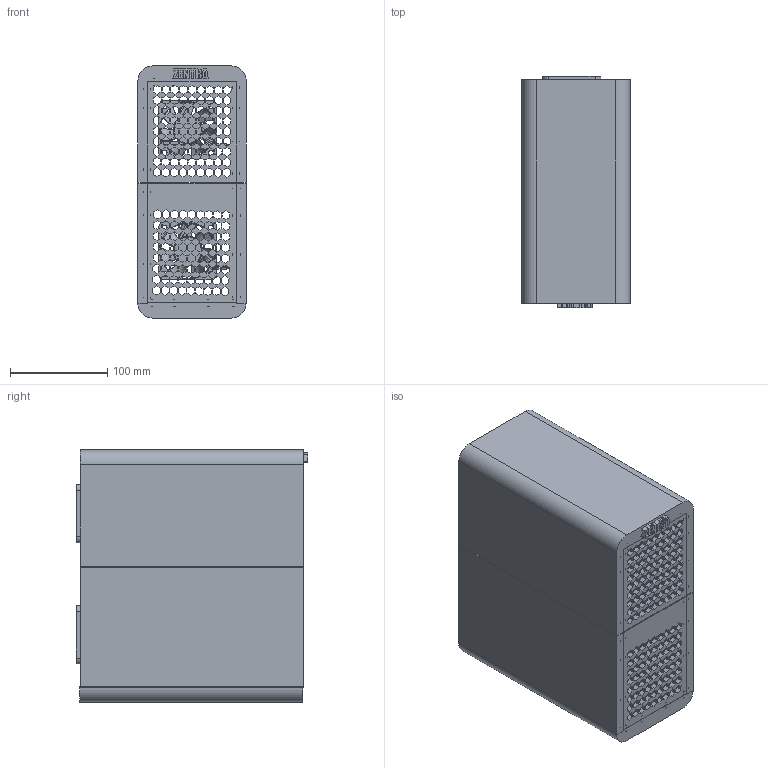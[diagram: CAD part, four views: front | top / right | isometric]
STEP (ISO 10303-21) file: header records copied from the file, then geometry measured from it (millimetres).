
FILE_DESCRIPTION(/* description */ (''),/* implementation_level */ '2;1');
FILE_NAME(/* name */ 'Zentra-assembled.step',/* time_stamp */ '2025-08-01T16:55:45+05:30',/* author */ (''),/* organization */ (''),/* preprocessor_version */ 'ST-DEVELOPER v20.1',/* originating_system */ 'Autodesk Translation Framework v14.10.0.0',/* authorisation */ '');
FILE_SCHEMA (('AUTOMOTIVE_DESIGN { 1 0 10303 214 3 1 1 }'));
Products named in the file (2): 2025-07-28-00-16-28-252; 2025-07-29-18-21-40-126
Assembly tree (2 placements, depth 2):
  2025-07-28-00-16-28-252
    2025-07-29-18-21-40-126  x2
Bounding box: 111.66 x 239.08 x 259.94 mm (x, y, z)
Volume: 1986773.3 mm3; surface area: 463380.4 mm2
Topology: 8 solids, 8 shells, 2283 faces, 6420 edges, 4275 vertices
Faces by surface type: plane 2005, cylinder 164, bspline 100, cone 8, torus 6
Full cylindrical faces by diameter (mm): 0.9 x4, 1.5 x8, 3.5 x95, 5.175 x8, 28.2 x2, 28.8 x2, 30 x2, 57 x2
Entity records: 77264 total; most frequent: CARTESIAN_POINT 19912, ORIENTED_EDGE 12308, DIRECTION 10465, EDGE_CURVE 6154, LINE 5659, VECTOR 5659, VERTEX_POINT 4100, EDGE_LOOP 2798
